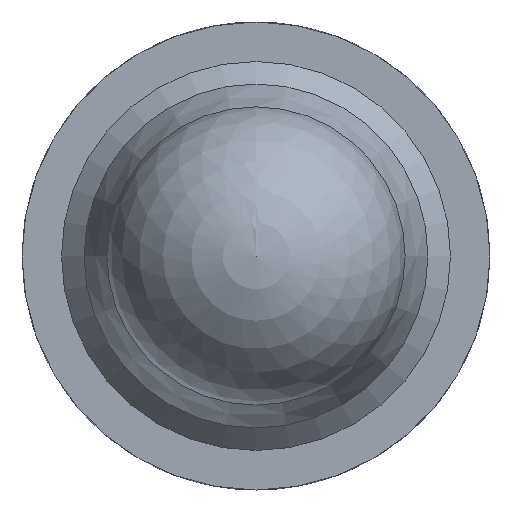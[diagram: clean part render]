
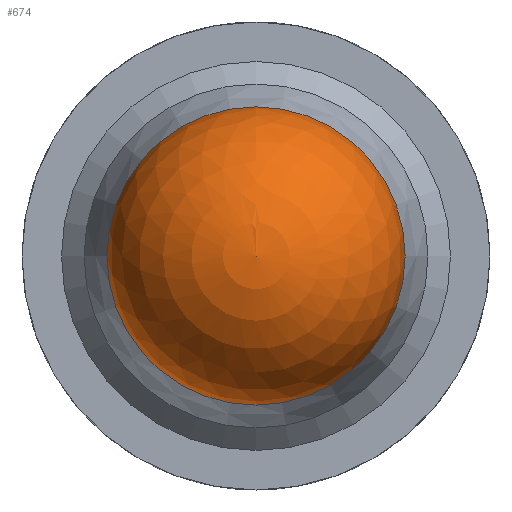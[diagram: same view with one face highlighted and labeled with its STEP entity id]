
A CAD part, front view. The second image highlights one B-rep face of the part: STEP entity #674.
In plain terms, the highlighted spherical face has radius 12.75 mm.
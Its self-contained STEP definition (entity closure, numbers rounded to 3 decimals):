
#15=SPHERICAL_SURFACE('',#751,12.75);
#61=FACE_OUTER_BOUND('',#104,.T.);
#104=EDGE_LOOP('',(#469,#470,#471,#472));
#161=CIRCLE('',#749,12.75);
#162=CIRCLE('',#750,12.75);
#163=CIRCLE('',#752,12.75);
#291=VERTEX_POINT('',#1101);
#292=VERTEX_POINT('',#1103);
#293=VERTEX_POINT('',#1107);
#361=EDGE_CURVE('',#291,#292,#161,.T.);
#362=EDGE_CURVE('',#292,#291,#162,.T.);
#363=EDGE_CURVE('',#292,#293,#163,.T.);
#469=ORIENTED_EDGE('',*,*,#362,.F.);
#470=ORIENTED_EDGE('',*,*,#363,.T.);
#471=ORIENTED_EDGE('',*,*,#363,.F.);
#472=ORIENTED_EDGE('',*,*,#361,.F.);
#674=ADVANCED_FACE('',(#61),#15,.T.);
#749=AXIS2_PLACEMENT_3D('',#1104,#880,#881);
#750=AXIS2_PLACEMENT_3D('',#1105,#882,#883);
#751=AXIS2_PLACEMENT_3D('',#1106,#884,#885);
#752=AXIS2_PLACEMENT_3D('',#1108,#886,#887);
#880=DIRECTION('center_axis',(0.,1.,0.));
#881=DIRECTION('ref_axis',(1.,0.,0.));
#882=DIRECTION('center_axis',(0.,1.,0.));
#883=DIRECTION('ref_axis',(1.,0.,0.));
#884=DIRECTION('center_axis',(0.,1.,0.));
#885=DIRECTION('ref_axis',(0.,0.,-1.));
#886=DIRECTION('center_axis',(1.,0.,0.));
#887=DIRECTION('ref_axis',(0.,0.,1.));
#1101=CARTESIAN_POINT('',(-12.75,12.75,0.));
#1103=CARTESIAN_POINT('',(0.,12.75,12.75));
#1104=CARTESIAN_POINT('Origin',(0.,12.75,
0.));
#1105=CARTESIAN_POINT('Origin',(0.,12.75,
0.));
#1106=CARTESIAN_POINT('Origin',(0.,12.75,0.));
#1107=CARTESIAN_POINT('',(0.,0.,0.));
#1108=CARTESIAN_POINT('Origin',(0.,12.75,0.));
